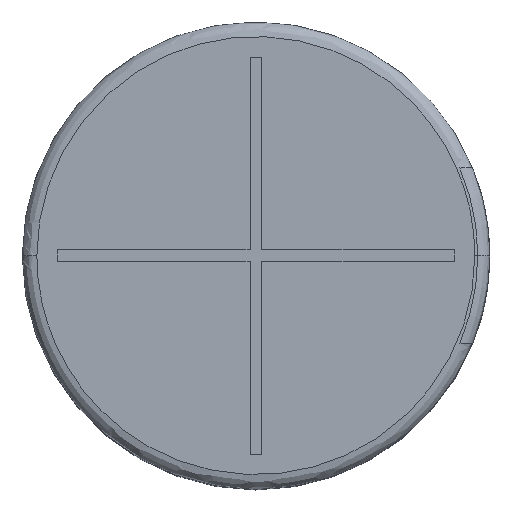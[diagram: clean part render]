
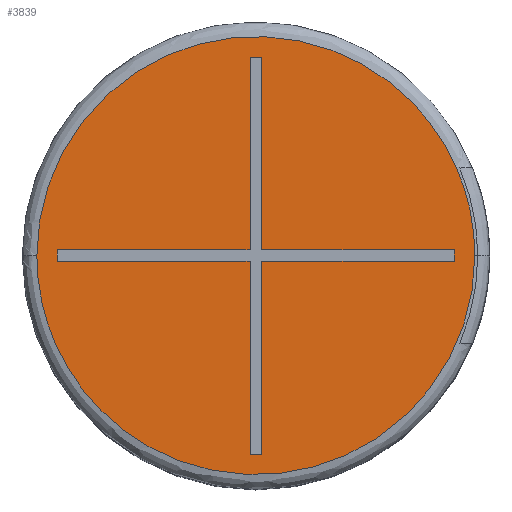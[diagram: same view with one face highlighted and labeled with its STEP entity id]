
A CAD part, top view. The second image highlights one B-rep face of the part: STEP entity #3839.
In plain terms, the highlighted planar face has unit normal (0, 0, 1).
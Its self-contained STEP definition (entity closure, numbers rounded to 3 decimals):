
#11 = LINE ( 'NONE', #1558, #633 ) ;
#39 = ORIENTED_EDGE ( 'NONE', *, *, #857, .F. ) ;
#64 = VERTEX_POINT ( 'NONE', #3872 ) ;
#66 = CARTESIAN_POINT ( 'NONE',  ( 0.2, 6.8, 16.5 ) ) ;
#148 = DIRECTION ( 'NONE',  ( 0., -1., 0. ) ) ;
#159 = LINE ( 'NONE', #780, #1593 ) ;
#170 = DIRECTION ( 'NONE',  ( 1., 0., 0. ) ) ;
#222 = LINE ( 'NONE', #3183, #1207 ) ;
#312 = CARTESIAN_POINT ( 'NONE',  ( -6.8, -0.2, 16.5 ) ) ;
#370 = CARTESIAN_POINT ( 'NONE',  ( 0., 0.2, 16.5 ) ) ;
#391 = CARTESIAN_POINT ( 'NONE',  ( -7.5, -15., 16.5 ) ) ;
#407 = CARTESIAN_POINT ( 'NONE',  ( 7.5, -15., 16.5 ) ) ;
#459 = VERTEX_POINT ( 'NONE', #861 ) ;
#503 = VECTOR ( 'NONE', #170, 1000. ) ;
#601 = CARTESIAN_POINT ( 'NONE',  ( 7.5, 0., 16.5 ) ) ;
#610 = FACE_OUTER_BOUND ( 'NONE', #3833, .T. ) ;
#629 = LINE ( 'NONE', #3675, #1482 ) ;
#633 = VECTOR ( 'NONE', #2522, 1000. ) ;
#642 = DIRECTION ( 'NONE',  ( 0., 1., 0. ) ) ;
#685 = EDGE_CURVE ( 'NONE', #64, #2376, #3666, .T. ) ;
#695 = CARTESIAN_POINT ( 'NONE',  ( 7.5, 0., 16.5 ) ) ;
#700 =( BOUNDED_CURVE ( )  B_SPLINE_CURVE ( 3, ( #695, #407, #391, #1998 ),
 .UNSPECIFIED., .F., .T. ) 
 B_SPLINE_CURVE_WITH_KNOTS ( ( 4, 4 ),
 ( 0., 0.5 ),
 .UNSPECIFIED. ) 
 CURVE ( )  GEOMETRIC_REPRESENTATION_ITEM ( )  RATIONAL_B_SPLINE_CURVE ( ( 1., 0.333, 0.333, 1. ) ) 
 REPRESENTATION_ITEM ( '' )  );
#723 = CARTESIAN_POINT ( 'NONE',  ( 6.8, 0., 16.5 ) ) ;
#749 = LINE ( 'NONE', #1688, #2051 ) ;
#761 = CARTESIAN_POINT ( 'NONE',  ( 0.2, 0., 16.5 ) ) ;
#773 = AXIS2_PLACEMENT_3D ( 'NONE', #2611, #2293, #1071 ) ;
#780 = CARTESIAN_POINT ( 'NONE',  ( -6.8, 0., 16.5 ) ) ;
#783 = ORIENTED_EDGE ( 'NONE', *, *, #3845, .F. ) ;
#857 = EDGE_CURVE ( 'NONE', #1083, #3800, #3237, .T. ) ;
#861 = CARTESIAN_POINT ( 'NONE',  ( -7.5, 0., 16.5 ) ) ;
#909 = CARTESIAN_POINT ( 'NONE',  ( 0., -0.2, 16.5 ) ) ;
#917 = VERTEX_POINT ( 'NONE', #3278 ) ;
#949 = ORIENTED_EDGE ( 'NONE', *, *, #2442, .F. ) ;
#1024 = CARTESIAN_POINT ( 'NONE',  ( 6.8, 0.2, 16.5 ) ) ;
#1071 = DIRECTION ( 'NONE',  ( 0., 1., 0. ) ) ;
#1083 = VERTEX_POINT ( 'NONE', #1727 ) ;
#1084 = DIRECTION ( 'NONE',  ( -1., 0., 0. ) ) ;
#1111 = CARTESIAN_POINT ( 'NONE',  ( -7.5, 15., 16.5 ) ) ;
#1146 = LINE ( 'NONE', #761, #3309 ) ;
#1207 = VECTOR ( 'NONE', #1084, 1000. ) ;
#1215 = VECTOR ( 'NONE', #3801, 1000. ) ;
#1246 = VERTEX_POINT ( 'NONE', #1661 ) ;
#1412 = CARTESIAN_POINT ( 'NONE',  ( -7.5, 0., 16.5 ) ) ;
#1472 = EDGE_CURVE ( 'NONE', #2376, #1083, #1515, .T. ) ;
#1482 = VECTOR ( 'NONE', #2141, 1000. ) ;
#1514 = CARTESIAN_POINT ( 'NONE',  ( 7.5, 15., 16.5 ) ) ;
#1515 = LINE ( 'NONE', #2152, #2963 ) ;
#1558 = CARTESIAN_POINT ( 'NONE',  ( -0.2, 0., 16.5 ) ) ;
#1570 = ORIENTED_EDGE ( 'NONE', *, *, #3345, .F. ) ;
#1593 = VECTOR ( 'NONE', #2044, 1000. ) ;
#1635 = ORIENTED_EDGE ( 'NONE', *, *, #685, .F. ) ;
#1661 = CARTESIAN_POINT ( 'NONE',  ( 0.2, -6.8, 16.5 ) ) ;
#1684 = VERTEX_POINT ( 'NONE', #2430 ) ;
#1688 = CARTESIAN_POINT ( 'NONE',  ( -0.2, 0., 16.5 ) ) ;
#1727 = CARTESIAN_POINT ( 'NONE',  ( 0.2, 0.2, 16.5 ) ) ;
#1901 = LINE ( 'NONE', #370, #3242 ) ;
#1907 =( BOUNDED_CURVE ( )  B_SPLINE_CURVE ( 3, ( #1412, #1111, #1514, #601 ),
 .UNSPECIFIED., .F., .T. ) 
 B_SPLINE_CURVE_WITH_KNOTS ( ( 4, 4 ),
 ( 0.5, 1. ),
 .UNSPECIFIED. ) 
 CURVE ( )  GEOMETRIC_REPRESENTATION_ITEM ( )  RATIONAL_B_SPLINE_CURVE ( ( 1., 0.333, 0.333, 1. ) ) 
 REPRESENTATION_ITEM ( '' )  );
#1925 = VERTEX_POINT ( 'NONE', #312 ) ;
#1998 = CARTESIAN_POINT ( 'NONE',  ( -7.5, 0., 16.5 ) ) ;
#2044 = DIRECTION ( 'NONE',  ( 0., -1., 0. ) ) ;
#2051 = VECTOR ( 'NONE', #148, 1000. ) ;
#2141 = DIRECTION ( 'NONE',  ( 1., 0., 0. ) ) ;
#2149 = ORIENTED_EDGE ( 'NONE', *, *, #3820, .F. ) ;
#2152 = CARTESIAN_POINT ( 'NONE',  ( 0., 0.2, 16.5 ) ) ;
#2241 = ORIENTED_EDGE ( 'NONE', *, *, #2844, .F. ) ;
#2293 = DIRECTION ( 'NONE',  ( 0., 0., -1. ) ) ;
#2376 = VERTEX_POINT ( 'NONE', #1024 ) ;
#2378 = VECTOR ( 'NONE', #3349, 1000. ) ;
#2415 = EDGE_LOOP ( 'NONE', ( #3018, #2687, #1570, #783, #2149, #949, #2566, #3806, #2651, #39, #3378, #1635 ) ) ;
#2430 = CARTESIAN_POINT ( 'NONE',  ( -0.2, 6.8, 16.5 ) ) ;
#2442 = EDGE_CURVE ( 'NONE', #3521, #1925, #159, .T. ) ;
#2446 = LINE ( 'NONE', #909, #2378 ) ;
#2486 = CARTESIAN_POINT ( 'NONE',  ( -0.2, -6.8, 16.5 ) ) ;
#2491 = EDGE_CURVE ( 'NONE', #1246, #3904, #1146, .T. ) ;
#2504 = CARTESIAN_POINT ( 'NONE',  ( 7.5, 0., 16.5 ) ) ;
#2522 = DIRECTION ( 'NONE',  ( 0., -1., 0. ) ) ;
#2558 = EDGE_CURVE ( 'NONE', #3800, #1684, #222, .T. ) ;
#2566 = ORIENTED_EDGE ( 'NONE', *, *, #2673, .F. ) ;
#2611 = CARTESIAN_POINT ( 'NONE',  ( 0., 0., 16.5 ) ) ;
#2615 = LINE ( 'NONE', #2969, #503 ) ;
#2651 = ORIENTED_EDGE ( 'NONE', *, *, #2558, .F. ) ;
#2673 = EDGE_CURVE ( 'NONE', #917, #3521, #1901, .T. ) ;
#2687 = ORIENTED_EDGE ( 'NONE', *, *, #2491, .F. ) ;
#2712 = DIRECTION ( 'NONE',  ( -1., 0., 0. ) ) ;
#2844 = EDGE_CURVE ( 'NONE', #2985, #459, #700, .T. ) ;
#2963 = VECTOR ( 'NONE', #3381, 1000. ) ;
#2969 = CARTESIAN_POINT ( 'NONE',  ( 0., -6.8, 16.5 ) ) ;
#2985 = VERTEX_POINT ( 'NONE', #2504 ) ;
#3008 = EDGE_CURVE ( 'NONE', #3904, #64, #2446, .T. ) ;
#3018 = ORIENTED_EDGE ( 'NONE', *, *, #3008, .F. ) ;
#3047 = PLANE ( 'NONE',  #773 ) ;
#3090 = CARTESIAN_POINT ( 'NONE',  ( -6.8, 0.2, 16.5 ) ) ;
#3092 = ORIENTED_EDGE ( 'NONE', *, *, #3942, .F. ) ;
#3177 = VERTEX_POINT ( 'NONE', #3849 ) ;
#3183 = CARTESIAN_POINT ( 'NONE',  ( 0., 6.8, 16.5 ) ) ;
#3221 = DIRECTION ( 'NONE',  ( 0., 1., 0. ) ) ;
#3237 = LINE ( 'NONE', #3475, #1215 ) ;
#3242 = VECTOR ( 'NONE', #2712, 1000. ) ;
#3278 = CARTESIAN_POINT ( 'NONE',  ( -0.2, 0.2, 16.5 ) ) ;
#3309 = VECTOR ( 'NONE', #3221, 1000. ) ;
#3345 = EDGE_CURVE ( 'NONE', #3762, #1246, #2615, .T. ) ;
#3349 = DIRECTION ( 'NONE',  ( 1., 0., 0. ) ) ;
#3350 = FACE_BOUND ( 'NONE', #2415, .T. ) ;
#3378 = ORIENTED_EDGE ( 'NONE', *, *, #1472, .F. ) ;
#3381 = DIRECTION ( 'NONE',  ( -1., 0., 0. ) ) ;
#3475 = CARTESIAN_POINT ( 'NONE',  ( 0.2, 0., 16.5 ) ) ;
#3521 = VERTEX_POINT ( 'NONE', #3090 ) ;
#3534 = CARTESIAN_POINT ( 'NONE',  ( 0.2, -0.2, 16.5 ) ) ;
#3666 = LINE ( 'NONE', #723, #3809 ) ;
#3675 = CARTESIAN_POINT ( 'NONE',  ( 0., -0.2, 16.5 ) ) ;
#3749 = EDGE_CURVE ( 'NONE', #1684, #917, #11, .T. ) ;
#3762 = VERTEX_POINT ( 'NONE', #2486 ) ;
#3800 = VERTEX_POINT ( 'NONE', #66 ) ;
#3801 = DIRECTION ( 'NONE',  ( 0., 1., 0. ) ) ;
#3806 = ORIENTED_EDGE ( 'NONE', *, *, #3749, .F. ) ;
#3809 = VECTOR ( 'NONE', #642, 1000. ) ;
#3820 = EDGE_CURVE ( 'NONE', #1925, #3177, #629, .T. ) ;
#3833 = EDGE_LOOP ( 'NONE', ( #2241, #3092 ) ) ;
#3839 = ADVANCED_FACE ( 'NONE', ( #3350, #610 ), #3047, .F. ) ;
#3845 = EDGE_CURVE ( 'NONE', #3177, #3762, #749, .T. ) ;
#3849 = CARTESIAN_POINT ( 'NONE',  ( -0.2, -0.2, 16.5 ) ) ;
#3872 = CARTESIAN_POINT ( 'NONE',  ( 6.8, -0.2, 16.5 ) ) ;
#3904 = VERTEX_POINT ( 'NONE', #3534 ) ;
#3942 = EDGE_CURVE ( 'NONE', #459, #2985, #1907, .T. ) ;
